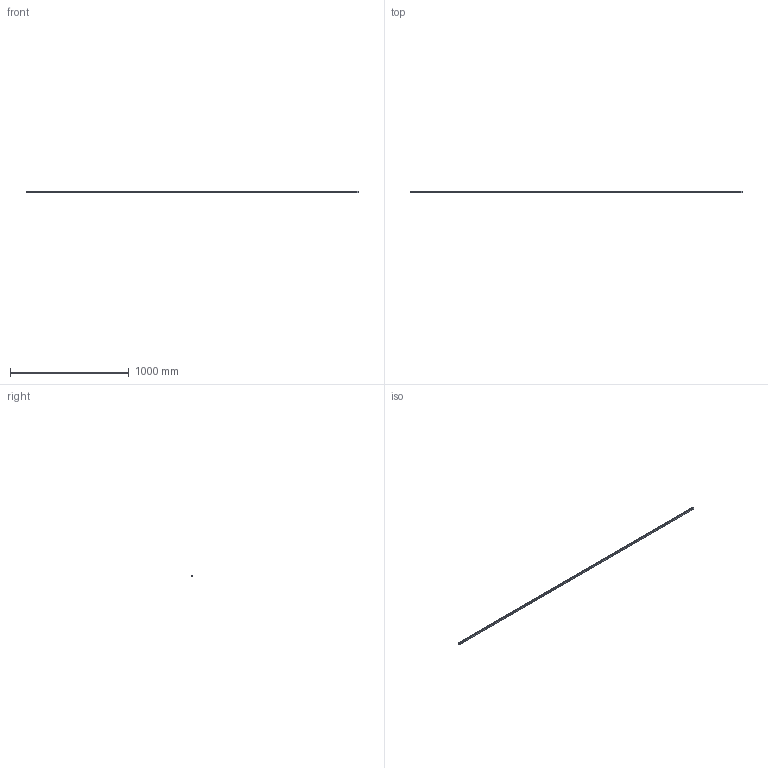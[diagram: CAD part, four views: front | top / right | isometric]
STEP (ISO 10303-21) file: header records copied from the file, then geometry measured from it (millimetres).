
FILE_DESCRIPTION (( 'STEP AP214' ), '1' );
FILE_NAME ('SHS15 2790L G15.STEP', '2021-06-11T10:38:34', ( '' ), ( '' ), 'SwSTEP 2.0', 'SolidWorks 2021', '' );
FILE_SCHEMA (( 'AUTOMOTIVE_DESIGN' ));
Length unit declared in the file: millimetre
Products named in the file (2): _SHS15C279015 Track; SHS15 2790L G15
Assembly tree (1 placements, depth 2):
  SHS15 2790L G15
    _SHS15C279015 Track
Bounding box: 2790 x 13 x 15 mm (x, y, z)
Volume: 451022.5 mm3; surface area: 167727.8 mm2
Topology: 1 solids, 1 shells, 280 faces, 693 edges, 462 vertices
Faces by surface type: cylinder 211, plane 69
Entity records: 8793 total; most frequent: DIRECTION 1683, CARTESIAN_POINT 1439, ORIENTED_EDGE 1386, AXIS2_PLACEMENT_3D 706, EDGE_CURVE 693, VERTEX_POINT 462, CIRCLE 422, EDGE_LOOP 421
